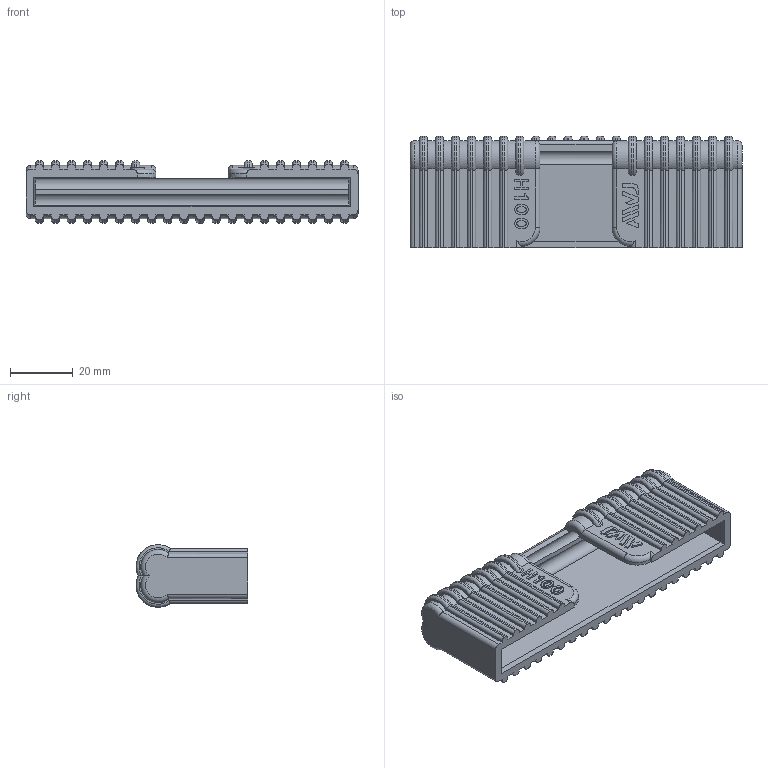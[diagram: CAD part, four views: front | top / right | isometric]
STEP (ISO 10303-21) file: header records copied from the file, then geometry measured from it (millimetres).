
FILE_DESCRIPTION( ( 'STEP AP203' ), '1' );
FILE_NAME( 'H100.step', '2022-07-25T00:45:41', ( ' ' ), ( ' ' ), 'XStep 1.0', ' ', ' ' );
FILE_SCHEMA( ( 'CONFIG_CONTROL_DESIGN' ) );
Length unit declared in the file: millimetre
Products named in the file (1): 1
Bounding box: 106 x 35.73 x 19.94 mm (x, y, z)
Volume: 26999.1 mm3; surface area: 19774.3 mm2
Topology: 1 solids, 1 shells, 545 faces, 1484 edges, 952 vertices
Faces by surface type: plane 217, cylinder 179, torus 76, cone 68, extrusion 5
Entity records: 19150 total; most frequent: CARTESIAN_POINT 6064, ORIENTED_EDGE 2960, DIRECTION 2421, EDGE_CURVE 1480, VERTEX_POINT 952, AXIS2_PLACEMENT_3D 891, VECTOR 639, LINE 634
